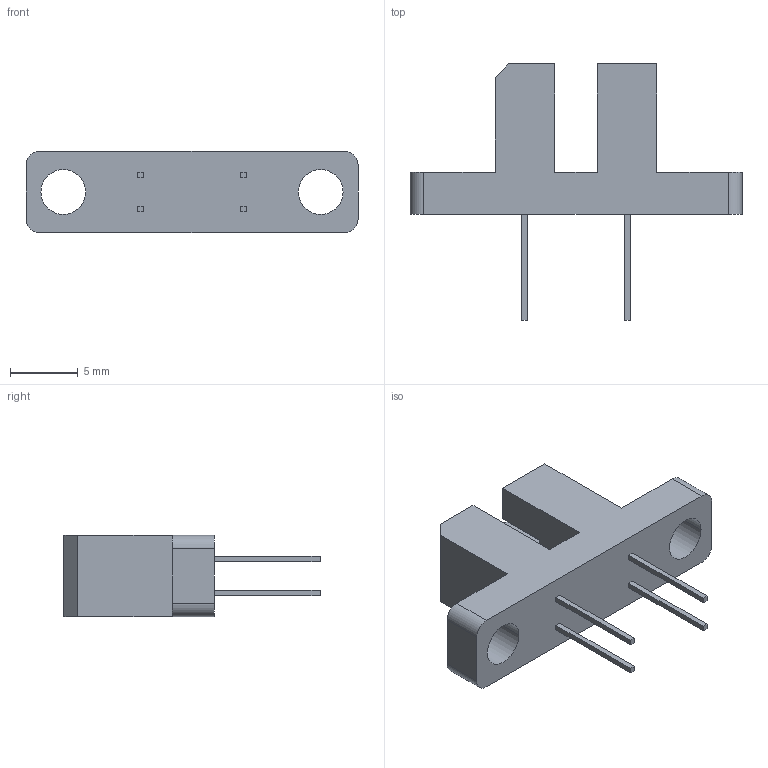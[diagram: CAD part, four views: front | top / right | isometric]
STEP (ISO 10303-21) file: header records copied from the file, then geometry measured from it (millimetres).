
FILE_DESCRIPTION(/* implementation_level */ '2;1');
FILE_NAME(/* name */ 'tcst2202',/* time_stamp */ '2015-12-06T00:29:31+01:00',/* author */ (''),/* organization */ (''),/* preprocessor_version */ 'ST-DEVELOPER v12',/* authorisation */ '');
FILE_SCHEMA (('AUTOMOTIVE_DESIGN'));
Length unit declared in the file: millimetre
Products named in the file (1): Part
Bounding box: 24.5 x 18.9 x 6 mm (x, y, z)
Volume: 822.7 mm3; surface area: 891.2 mm2
Topology: 1 solids, 1 shells, 51 faces, 135 edges, 90 vertices
Faces by surface type: plane 43, cylinder 8
Entity records: 1741 total; most frequent: CARTESIAN_POINT 278, ORIENTED_EDGE 270, DIRECTION 257, EDGE_CURVE 135, LINE 119, VECTOR 119, VERTEX_POINT 90, AXIS2_PLACEMENT_3D 69
